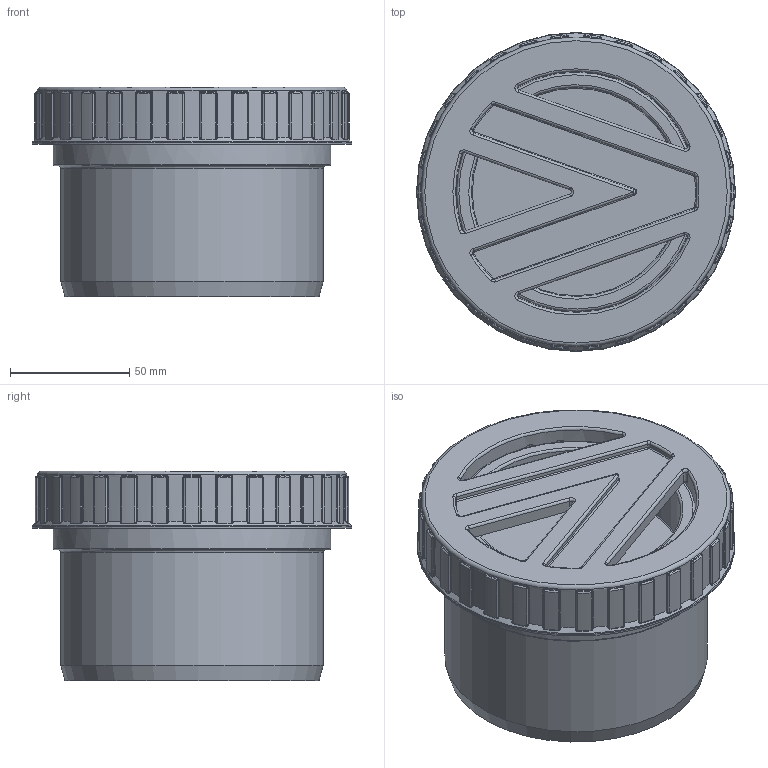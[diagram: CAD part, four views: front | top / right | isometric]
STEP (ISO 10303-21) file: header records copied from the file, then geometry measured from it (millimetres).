
FILE_DESCRIPTION(/* description */ (''),/* implementation_level */ '2;1');
FILE_NAME(/* name */ '335935z.stp',/* time_stamp */ '2024-08-29T10:25:32+02:00',/* author */ ('corinna'),/* organization */ (''),/* preprocessor_version */ 'ST-DEVELOPER v20',/* originating_system */ 'Autodesk Inventor 2024',/* authorisation */ '');
FILE_SCHEMA (('AUTOMOTIVE_DESIGN { 1 0 10303 214 3 1 1 }'));
Length unit declared in the file: metre
Products named in the file (4): 335935z; 1678110751; 1676713807; 335600_2 Deckel für Reiniger DN_OD 110
Assembly tree (3 placements, depth 2):
  335935z
    1678110751
    1676713807
    335600_2 Deckel für Reiniger DN_OD 110
Bounding box: 134 x 134 x 88 mm (x, y, z)
Volume: 314239.1 mm3; surface area: 156161.8 mm2
Topology: 3 solids, 3 shells, 958 faces, 2284 edges, 1334 vertices
Faces by surface type: cylinder 303, bspline 268, plane 161, torus 156, sphere 62, cone 8
Full cylindrical faces by diameter (mm): 88.1 x1, 97 x1, 97.7 x1, 98.7 x1, 99.7 x1, 100.4 x1, 101.4 x1, 105.8 x1, 105.9 x2, 106.9 x1, 109.5 x1, 110.3 x1, 116.65 x2, 124 x2, 130 x1, 134 x1
Entity records: 66872 total; most frequent: CARTESIAN_POINT 46126, ORIENTED_EDGE 4556, DIRECTION 3963, EDGE_CURVE 2278, AXIS2_PLACEMENT_3D 1698, VERTEX_POINT 1334, EDGE_LOOP 974, CIRCLE 973
